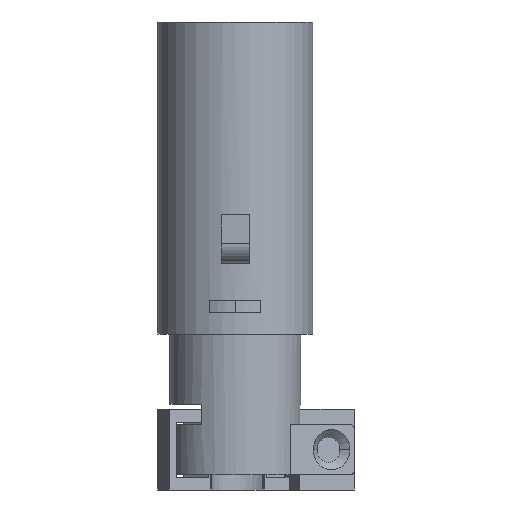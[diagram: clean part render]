
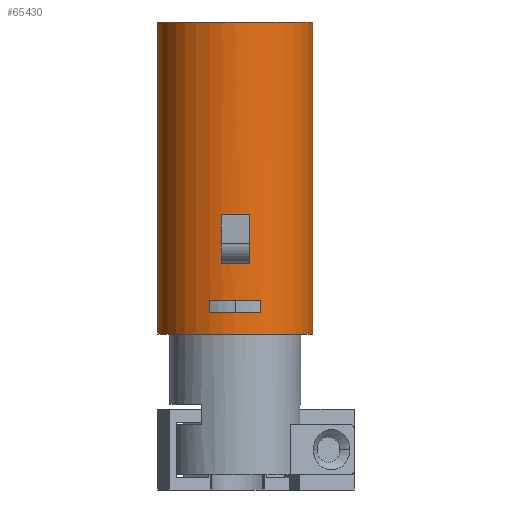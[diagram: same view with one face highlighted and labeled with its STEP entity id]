
A CAD part, front view. The second image highlights one B-rep face of the part: STEP entity #65430.
In plain terms, the highlighted cylindrical face has radius 7.7 mm (diameter 15.4 mm), a partial arc.
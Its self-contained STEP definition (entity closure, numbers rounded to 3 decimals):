
#210=CARTESIAN_POINT('',(35.848,51.907,-10.7));
#220=DIRECTION('',(0.,-1.,0.));
#230=DIRECTION('',(-1.,0.,0.));
#240=AXIS2_PLACEMENT_3D('',#210,#220,#230);
#250=CIRCLE('',#240,7.7);
#260=CARTESIAN_POINT('',(28.148,51.907,-10.7));
#270=VERTEX_POINT('',#260);
#280=CARTESIAN_POINT('',(43.548,51.907,-10.7));
#290=VERTEX_POINT('',#280);
#300=EDGE_CURVE('',#270,#290,#250,.T.);
#1510=CARTESIAN_POINT('',(37.248,75.907,-18.272));
#1520=VERTEX_POINT('',#1510);
#1760=CARTESIAN_POINT('',(37.248,71.057,-18.272));
#1770=VERTEX_POINT('',#1760);
#1800=CARTESIAN_POINT('',(37.248,78.407,-18.272));
#1810=DIRECTION('',(0.,-1.,0.));
#1820=VECTOR('',#1810,1.);
#1830=LINE('',#1800,#1820);
#1840=EDGE_CURVE('',#1520,#1770,#1830,.T.);
#2740=CARTESIAN_POINT('',(34.448,78.407,-18.272));
#2750=DIRECTION('',(0.,-1.,0.));
#2760=VECTOR('',#2750,1.);
#2770=LINE('',#2740,#2760);
#2780=CARTESIAN_POINT('',(34.448,75.907,-18.272));
#2790=VERTEX_POINT('',#2780);
#2800=CARTESIAN_POINT('',(34.448,71.057,-18.272));
#2810=VERTEX_POINT('',#2800);
#2820=EDGE_CURVE('',#2790,#2810,#2770,.T.);
#3600=CARTESIAN_POINT('',(35.848,75.907,-10.7));
#3610=DIRECTION('',(0.,-1.,0.));
#3620=DIRECTION('',(-1.,0.,0.));
#3630=AXIS2_PLACEMENT_3D('',#3600,#3610,#3620);
#3640=CIRCLE('',#3630,7.7);
#3650=EDGE_CURVE('',#2790,#1520,#3640,.T.);
#3850=CARTESIAN_POINT('',(35.848,71.057,-10.7));
#3860=DIRECTION('',(0.,-1.,0.));
#3870=DIRECTION('',(-1.,0.,0.));
#3880=AXIS2_PLACEMENT_3D('',#3850,#3860,#3870);
#3890=CIRCLE('',#3880,7.7);
#3900=EDGE_CURVE('',#2810,#1770,#3890,.T.);
#4390=CARTESIAN_POINT('',(38.398,79.557,-17.966));
#4400=VERTEX_POINT('',#4390);
#4600=CARTESIAN_POINT('',(33.298,79.557,-17.966));
#4610=VERTEX_POINT('',#4600);
#4640=CARTESIAN_POINT('',(35.848,79.557,-10.7));
#4650=DIRECTION('',(0.,-1.,0.));
#4660=DIRECTION('',(-1.,0.,0.));
#4670=AXIS2_PLACEMENT_3D('',#4640,#4650,#4660);
#4680=CIRCLE('',#4670,7.7);
#4690=EDGE_CURVE('',#4610,#4400,#4680,.T.);
#16350=CARTESIAN_POINT('',(38.398,80.807,-17.966));
#16360=VERTEX_POINT('',#16350);
#16460=CARTESIAN_POINT('',(38.398,81.557,-17.966));
#16470=DIRECTION('',(0.,-1.,0.));
#16480=VECTOR('',#16470,1.);
#16490=LINE('',#16460,#16480);
#16500=EDGE_CURVE('',#16360,#4400,#16490,.T.);
#25960=CARTESIAN_POINT('',(33.298,80.807,-17.966));
#25970=VERTEX_POINT('',#25960);
#26000=CARTESIAN_POINT('',(33.298,81.557,-17.966));
#26010=DIRECTION('',(0.,-1.,0.));
#26020=VECTOR('',#26010,1.);
#26030=LINE('',#26000,#26020);
#26040=EDGE_CURVE('',#25970,#4610,#26030,.T.);
#47840=CARTESIAN_POINT('',(35.848,80.807,-10.7));
#47850=DIRECTION('',(0.,-1.,0.));
#47860=DIRECTION('',(-1.,0.,0.));
#47870=AXIS2_PLACEMENT_3D('',#47840,#47850,#47860);
#47880=CIRCLE('',#47870,7.7);
#47890=EDGE_CURVE('',#25970,#16360,#47880,.T.);
#48600=CARTESIAN_POINT('',(35.848,81.557,-10.7));
#48610=DIRECTION('',(0.,-1.,0.));
#48620=DIRECTION('',(-1.,0.,0.));
#48630=AXIS2_PLACEMENT_3D('',#48600,#48610,#48620);
#48640=CYLINDRICAL_SURFACE('',#48630,7.7);
#48650=CARTESIAN_POINT('',(43.548,81.557,-10.7));
#48660=DIRECTION('',(0.,-1.,0.));
#48670=VECTOR('',#48660,1.);
#48680=LINE('',#48650,#48670);
#48690=CARTESIAN_POINT('',(43.548,82.907,-10.7));
#48700=VERTEX_POINT('',#48690);
#48710=EDGE_CURVE('',#48700,#290,#48680,.T.);
#48740=CARTESIAN_POINT('',(28.148,81.557,-10.7));
#48750=DIRECTION('',(0.,-1.,0.));
#48760=VECTOR('',#48750,1.);
#48770=LINE('',#48740,#48760);
#48780=CARTESIAN_POINT('',(28.148,82.907,-10.7));
#48790=VERTEX_POINT('',#48780);
#48800=EDGE_CURVE('',#48790,#270,#48770,.T.);
#48820=CARTESIAN_POINT('',(35.848,82.907,-10.7));
#48830=DIRECTION('',(0.,-1.,0.));
#48840=DIRECTION('',(-1.,0.,0.));
#48850=AXIS2_PLACEMENT_3D('',#48820,#48830,#48840);
#48860=CIRCLE('',#48850,7.7);
#49510=EDGE_CURVE('',#48790,#48700,#48860,.T.);
#65250=ORIENTED_EDGE('',*,*,#300,.F.);
#65260=ORIENTED_EDGE('',*,*,#48710,.T.);
#65270=ORIENTED_EDGE('',*,*,#49510,.T.);
#65280=ORIENTED_EDGE('',*,*,#48800,.F.);
#65290=EDGE_LOOP('',(#65280,#65270,#65260,#65250));
#65300=FACE_OUTER_BOUND('',#65290,.T.);
#65310=ORIENTED_EDGE('',*,*,#1840,.F.);
#65320=ORIENTED_EDGE('',*,*,#3900,.T.);
#65330=ORIENTED_EDGE('',*,*,#2820,.T.);
#65340=ORIENTED_EDGE('',*,*,#3650,.F.);
#65350=EDGE_LOOP('',(#65340,#65330,#65320,#65310));
#65360=FACE_BOUND('',#65350,.T.);
#65370=ORIENTED_EDGE('',*,*,#47890,.F.);
#65380=ORIENTED_EDGE('',*,*,#16500,.F.);
#65390=ORIENTED_EDGE('',*,*,#4690,.T.);
#65400=ORIENTED_EDGE('',*,*,#26040,.T.);
#65410=EDGE_LOOP('',(#65400,#65390,#65380,#65370));
#65420=FACE_BOUND('',#65410,.T.);
#65430=ADVANCED_FACE('',(#65300,#65360,#65420),#48640,.T.);
